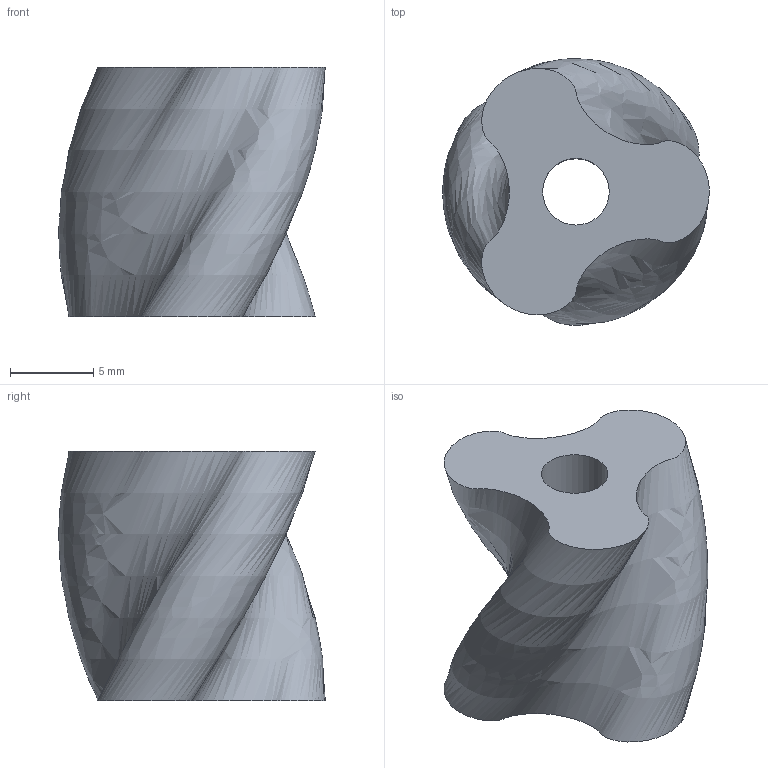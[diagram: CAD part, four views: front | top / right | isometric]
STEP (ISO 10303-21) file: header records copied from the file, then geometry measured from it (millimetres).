
FILE_DESCRIPTION(('Open CASCADE Model'),'2;1');
FILE_NAME('Open CASCADE Shape Model','2023-06-17T20:33:55',('Author'),( 'Open CASCADE'),'Open CASCADE STEP processor 7.7','Open CASCADE 7.7' ,'Unknown');
FILE_SCHEMA(('AUTOMOTIVE_DESIGN { 1 0 10303 214 1 1 1 1 }'));
Length unit declared in the file: millimetre
Products named in the file (4): CQ assembly; e59fbc44-0d45-11ee-ba2d-a434d95c2a9c; e59fbd66-0d45-11ee-ba2d-a434d95c2a9c; e59fbd66-0d45-11ee-ba2d-a434d95c2a9c_part
Assembly tree (3 placements, depth 4):
  CQ assembly
    e59fbc44-0d45-11ee-ba2d-a434d95c2a9c
      e59fbd66-0d45-11ee-ba2d-a434d95c2a9c
        e59fbd66-0d45-11ee-ba2d-a434d95c2a9c_part
Bounding box: 15.99 x 16 x 15 mm (x, y, z)
Volume: 1545.9 mm3; surface area: 1167.6 mm2
Topology: 1 solids, 1 shells, 4 faces, 6 edges, 4 vertices
Faces by surface type: plane 2, bspline 1, cylinder 1
Full cylindrical faces by diameter (mm): 4 x1
Entity records: 22789 total; most frequent: CARTESIAN_POINT 22599, DIRECTION 27, ORIENTED_EDGE 12, PCURVE 12, DEFINITIONAL_REPRESENTATION 12, AXIS2_PLACEMENT_3D 9, LINE 8, VECTOR 8
